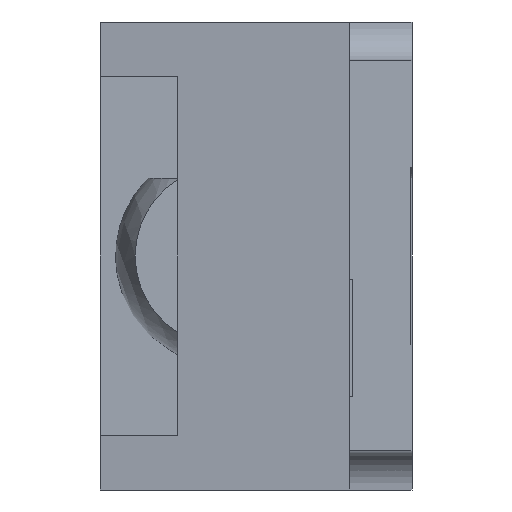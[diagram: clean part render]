
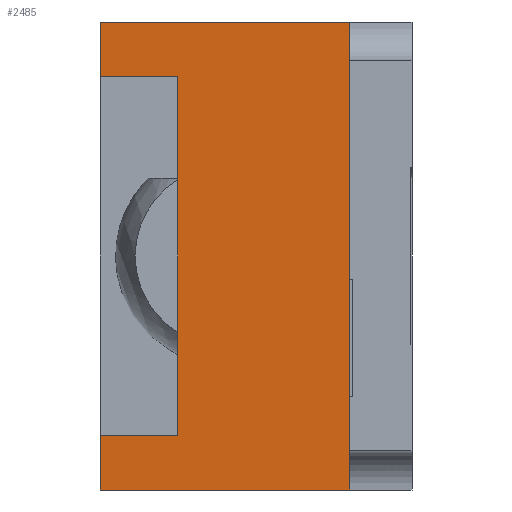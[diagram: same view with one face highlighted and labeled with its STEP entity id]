
A CAD part, left-side view. The second image highlights one B-rep face of the part: STEP entity #2485.
In plain terms, the highlighted planar face has unit normal (-0.995, 0.104, 0).
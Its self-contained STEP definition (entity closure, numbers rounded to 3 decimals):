
#10 = ORIENTED_EDGE ( 'NONE', *, *, #45, .F. ) ;
#45 = EDGE_CURVE ( 'NONE', #62, #348, #583, .T. ) ;
#62 = VERTEX_POINT ( 'NONE', #655 ) ;
#85 = VERTEX_POINT ( 'NONE', #764 ) ;
#105 = ORIENTED_EDGE ( 'NONE', *, *, #137, .F. ) ;
#125 = VERTEX_POINT ( 'NONE', #1146 ) ;
#137 = EDGE_CURVE ( 'NONE', #1264, #62, #1210, .T. ) ;
#160 = EDGE_CURVE ( 'NONE', #85, #1530, #1373, .T. ) ;
#177 = ORIENTED_EDGE ( 'NONE', *, *, #1032, .F. ) ;
#229 = ORIENTED_EDGE ( 'NONE', *, *, #2492, .T. ) ;
#267 = ORIENTED_EDGE ( 'NONE', *, *, #297, .F. ) ;
#297 = EDGE_CURVE ( 'NONE', #2429, #2423, #2186, .T. ) ;
#344 = ORIENTED_EDGE ( 'NONE', *, *, #2407, .T. ) ;
#348 = VERTEX_POINT ( 'NONE', #1130 ) ;
#357 = EDGE_LOOP ( 'NONE', ( #10, #105, #177, #229, #267, #344, #392, #563, #1531, #2269 ) ) ;
#392 = ORIENTED_EDGE ( 'NONE', *, *, #160, .F. ) ;
#469 = LINE ( 'NONE', #470, #471 ) ;
#470 = CARTESIAN_POINT ( 'NONE',  ( -1.35, 2., -4.932 ) ) ;
#471 = VECTOR ( 'NONE', #472, 1000. ) ;
#472 = DIRECTION ( 'NONE',  ( 0., 0., 1. ) ) ;
#527 = LINE ( 'NONE', #528, #529 ) ;
#528 = CARTESIAN_POINT ( 'NONE',  ( -1.518, 0.4, -1.5 ) ) ;
#529 = VECTOR ( 'NONE', #530, 1000. ) ;
#530 = DIRECTION ( 'NONE',  ( 0.105, 0.995, 0. ) ) ;
#558 = CARTESIAN_POINT ( 'NONE',  ( -1.35, 2., 1.15 ) ) ;
#563 = ORIENTED_EDGE ( 'NONE', *, *, #893, .F. ) ;
#583 = LINE ( 'NONE', #584, #585 ) ;
#584 = CARTESIAN_POINT ( 'NONE',  ( -1.518, 0.4, -1.15 ) ) ;
#585 = VECTOR ( 'NONE', #586, 1000. ) ;
#586 = DIRECTION ( 'NONE',  ( -0.105, -0.995, 0. ) ) ;
#626 = CARTESIAN_POINT ( 'NONE',  ( -1.35, 2., -1.5 ) ) ;
#655 = CARTESIAN_POINT ( 'NONE',  ( -1.35, 2., -1.15 ) ) ;
#755 = CARTESIAN_POINT ( 'NONE',  ( -1.518, 0.4, 1.5 ) ) ;
#764 = CARTESIAN_POINT ( 'NONE',  ( -1.35, 2., 1.5 ) ) ;
#885 = LINE ( 'NONE', #886, #887 ) ;
#886 = CARTESIAN_POINT ( 'NONE',  ( -1.403, 1.5, -4.932 ) ) ;
#887 = VECTOR ( 'NONE', #888, 1000. ) ;
#888 = DIRECTION ( 'NONE',  ( 0., 0., 1. ) ) ;
#893 = EDGE_CURVE ( 'NONE', #1106, #85, #469, .T. ) ;
#906 = CARTESIAN_POINT ( 'NONE',  ( -1.518, 0.4, -1.142 ) ) ;
#953 = LINE ( 'NONE', #954, #955 ) ;
#954 = CARTESIAN_POINT ( 'NONE',  ( -1.518, 0.4, 1.15 ) ) ;
#955 = VECTOR ( 'NONE', #956, 1000. ) ;
#956 = DIRECTION ( 'NONE',  ( 0.105, 0.995, 0. ) ) ;
#970 = CARTESIAN_POINT ( 'NONE',  ( -1.518, 0.4, 1.142 ) ) ;
#1032 = EDGE_CURVE ( 'NONE', #2512, #1264, #527, .T. ) ;
#1106 = VERTEX_POINT ( 'NONE', #558 ) ;
#1130 = CARTESIAN_POINT ( 'NONE',  ( -1.403, 1.5, -1.15 ) ) ;
#1146 = CARTESIAN_POINT ( 'NONE',  ( -1.403, 1.5, 1.15 ) ) ;
#1210 = LINE ( 'NONE', #1211, #1212 ) ;
#1211 = CARTESIAN_POINT ( 'NONE',  ( -1.35, 2., -4.932 ) ) ;
#1212 = VECTOR ( 'NONE', #1213, 1000. ) ;
#1213 = DIRECTION ( 'NONE',  ( 0., 0., 1. ) ) ;
#1264 = VERTEX_POINT ( 'NONE', #626 ) ;
#1373 = LINE ( 'NONE', #1374, #1375 ) ;
#1374 = CARTESIAN_POINT ( 'NONE',  ( -1.518, 0.4, 1.5 ) ) ;
#1375 = VECTOR ( 'NONE', #1377, 1000. ) ;
#1377 = DIRECTION ( 'NONE',  ( -0.105, -0.995, 0. ) ) ;
#1485 = FACE_OUTER_BOUND ( 'NONE', #357, .T. ) ;
#1486 = PLANE ( 'NONE',  #1487 ) ;
#1487 = AXIS2_PLACEMENT_3D ( 'NONE', #1488, #1489, #1490 ) ;
#1488 = CARTESIAN_POINT ( 'NONE',  ( -1.518, 0.4, -4.932 ) ) ;
#1489 = DIRECTION ( 'NONE',  ( -0.995, 0.105, 0. ) ) ;
#1490 = DIRECTION ( 'NONE',  ( -0.105, -0.995, 0. ) ) ;
#1520 = LINE ( 'NONE', #1521, #1522 ) ;
#1521 = CARTESIAN_POINT ( 'NONE',  ( -1.518, 0.4, -4.932 ) ) ;
#1522 = VECTOR ( 'NONE', #1523, 1000. ) ;
#1523 = DIRECTION ( 'NONE',  ( 0., 0., 1. ) ) ;
#1530 = VERTEX_POINT ( 'NONE', #755 ) ;
#1531 = ORIENTED_EDGE ( 'NONE', *, *, #1837, .F. ) ;
#1700 = CARTESIAN_POINT ( 'NONE',  ( -1.518, 0.4, -1.5 ) ) ;
#1837 = EDGE_CURVE ( 'NONE', #125, #1106, #953, .T. ) ;
#2186 = LINE ( 'NONE', #2187, #2191 ) ;
#2187 = CARTESIAN_POINT ( 'NONE',  ( -1.518, 0.4, -1.142 ) ) ;
#2191 = VECTOR ( 'NONE', #2192, 1000. ) ;
#2192 = DIRECTION ( 'NONE',  ( 0., 0., -1. ) ) ;
#2218 = LINE ( 'NONE', #2219, #2220 ) ;
#2219 = CARTESIAN_POINT ( 'NONE',  ( -1.518, 0.4, -4.932 ) ) ;
#2220 = VECTOR ( 'NONE', #2221, 1000. ) ;
#2221 = DIRECTION ( 'NONE',  ( 0., 0., 1. ) ) ;
#2269 = ORIENTED_EDGE ( 'NONE', *, *, #2418, .F. ) ;
#2407 = EDGE_CURVE ( 'NONE', #2429, #1530, #2218, .T. ) ;
#2418 = EDGE_CURVE ( 'NONE', #348, #125, #885, .T. ) ;
#2423 = VERTEX_POINT ( 'NONE', #906 ) ;
#2429 = VERTEX_POINT ( 'NONE', #970 ) ;
#2485 = ADVANCED_FACE ( 'NONE', ( #1485 ), #1486, .T. ) ;
#2492 = EDGE_CURVE ( 'NONE', #2512, #2423, #1520, .T. ) ;
#2512 = VERTEX_POINT ( 'NONE', #1700 ) ;
